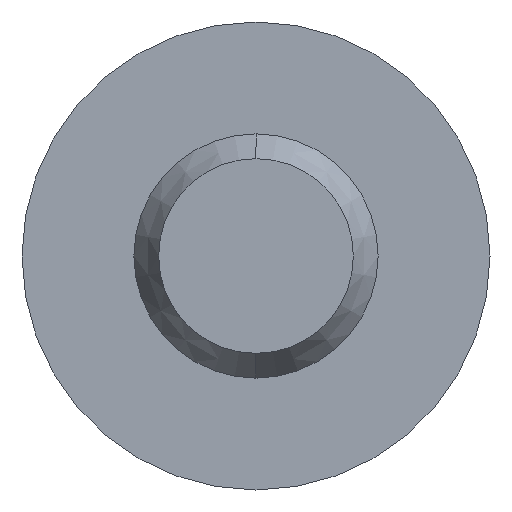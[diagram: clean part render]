
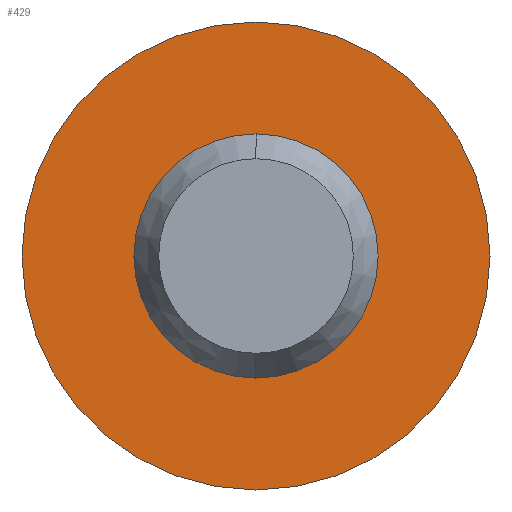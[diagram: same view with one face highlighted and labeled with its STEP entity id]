
A CAD part, left-side view. The second image highlights one B-rep face of the part: STEP entity #429.
In plain terms, the highlighted planar face has unit normal (-1, 0, 0).
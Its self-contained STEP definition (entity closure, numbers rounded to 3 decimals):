
#8 = ORIENTED_EDGE ( 'NONE', *, *, #442, .T. ) ;
#14 = AXIS2_PLACEMENT_3D ( 'NONE', #42, #355, #357 ) ;
#23 = DIRECTION ( 'NONE',  ( -1., 0., 0. ) ) ;
#42 = CARTESIAN_POINT ( 'NONE',  ( -1.34, 0., 0. ) ) ;
#48 = ORIENTED_EDGE ( 'NONE', *, *, #320, .T. ) ;
#62 = CARTESIAN_POINT ( 'NONE',  ( -1.34, 0., 0. ) ) ;
#82 = ORIENTED_EDGE ( 'NONE', *, *, #476, .F. ) ;
#98 = DIRECTION ( 'NONE',  ( 0., 0., 1. ) ) ;
#124 = CARTESIAN_POINT ( 'NONE',  ( -1.34, 0., -1.015 ) ) ;
#144 = DIRECTION ( 'NONE',  ( 0., 0., 1. ) ) ;
#147 = CARTESIAN_POINT ( 'NONE',  ( -1.34, 1.945, 0. ) ) ;
#156 = AXIS2_PLACEMENT_3D ( 'NONE', #147, #424, #303 ) ;
#163 = CARTESIAN_POINT ( 'NONE',  ( -1.34, 0., 1.945 ) ) ;
#164 = FACE_OUTER_BOUND ( 'NONE', #412, .T. ) ;
#184 = PLANE ( 'NONE',  #156 ) ;
#190 = CIRCLE ( 'NONE', #366, 1.015 ) ;
#195 = VERTEX_POINT ( 'NONE', #444 ) ;
#201 = CARTESIAN_POINT ( 'NONE',  ( -1.34, 0., 1.015 ) ) ;
#209 = AXIS2_PLACEMENT_3D ( 'NONE', #62, #23, #98 ) ;
#227 = DIRECTION ( 'NONE',  ( -1., 0., 0. ) ) ;
#250 = CIRCLE ( 'NONE', #209, 1.015 ) ;
#258 = DIRECTION ( 'NONE',  ( -1., 0., 0. ) ) ;
#284 = VERTEX_POINT ( 'NONE', #201 ) ;
#303 = DIRECTION ( 'NONE',  ( 0., 0., -1. ) ) ;
#320 = EDGE_CURVE ( 'NONE', #195, #332, #342, .T. ) ;
#325 = AXIS2_PLACEMENT_3D ( 'NONE', #387, #227, #383 ) ;
#326 = FACE_BOUND ( 'NONE', #418, .T. ) ;
#332 = VERTEX_POINT ( 'NONE', #163 ) ;
#340 = VERTEX_POINT ( 'NONE', #124 ) ;
#342 = CIRCLE ( 'NONE', #14, 1.945 ) ;
#351 = CIRCLE ( 'NONE', #325, 1.945 ) ;
#355 = DIRECTION ( 'NONE',  ( -1., 0., 0. ) ) ;
#357 = DIRECTION ( 'NONE',  ( 0., 0., 1. ) ) ;
#366 = AXIS2_PLACEMENT_3D ( 'NONE', #465, #258, #144 ) ;
#383 = DIRECTION ( 'NONE',  ( 0., 0., 1. ) ) ;
#387 = CARTESIAN_POINT ( 'NONE',  ( -1.34, 0., 0. ) ) ;
#412 = EDGE_LOOP ( 'NONE', ( #8, #48 ) ) ;
#418 = EDGE_LOOP ( 'NONE', ( #463, #82 ) ) ;
#424 = DIRECTION ( 'NONE',  ( 1., 0., 0. ) ) ;
#429 = ADVANCED_FACE ( 'NONE', ( #326, #164 ), #184, .F. ) ;
#442 = EDGE_CURVE ( 'NONE', #332, #195, #351, .T. ) ;
#444 = CARTESIAN_POINT ( 'NONE',  ( -1.34, 0., -1.945 ) ) ;
#463 = ORIENTED_EDGE ( 'NONE', *, *, #519, .F. ) ;
#465 = CARTESIAN_POINT ( 'NONE',  ( -1.34, 0., 0. ) ) ;
#476 = EDGE_CURVE ( 'NONE', #340, #284, #250, .T. ) ;
#519 = EDGE_CURVE ( 'NONE', #284, #340, #190, .T. ) ;
